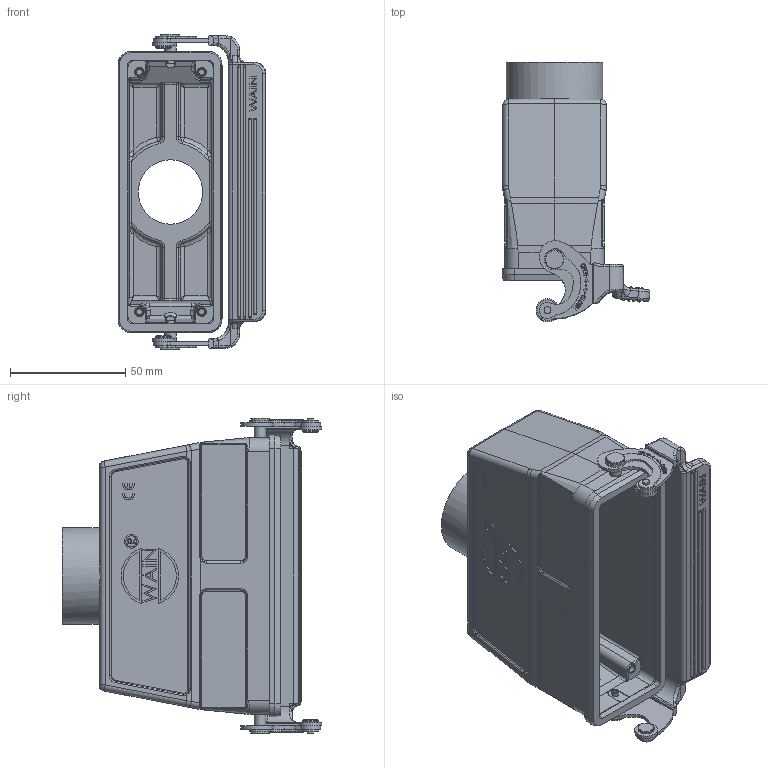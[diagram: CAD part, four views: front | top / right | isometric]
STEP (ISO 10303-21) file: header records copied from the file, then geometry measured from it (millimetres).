
FILE_DESCRIPTION(/* description */ (''),/* implementation_level */ '2;1');
FILE_NAME(/* name */ '3D_1240247215004_HV24B-CCTH-1L_SC-M32_V1.0_stp.stp',/* time_stamp */ '2023-11-30T16:54:14+08:00',/* author */ (''),/* organization */ (''),/* preprocessor_version */ 'ST-DEVELOPER v18.1',/* originating_system */ 'SIEMENS PLM Software NX 1980',/* authorisation */ '');
FILE_SCHEMA (('AP203_CONFIGURATION_CONTROLLED_3D_DESIGN_OF_MECHANICAL_PARTS_AND_ASSEMBLIES_MIM_LF { 1 0 10303 403 2 1 2}'));
Length unit declared in the file: millimetre
Products named in the file (1): 3D_1240247215004_HV24B-CCTH-1L_SC-M32_V1.0_stp
Bounding box: 64.17 x 112.59 x 137.1 mm (x, y, z)
Volume: 126073.3 mm3; surface area: 72950.8 mm2
Topology: 1 solids, 17 shells, 1545 faces, 3936 edges, 2485 vertices
Faces by surface type: plane 672, cylinder 524, bspline 153, torus 80, cone 49, extrusion 41, sphere 26
Full cylindrical faces by diameter (mm): 1.9 x2, 2.5 x4, 2.959 x4, 3 x4, 3.5 x4, 4.8 x4, 4.906 x2, 5 x4, 6 x2, 7 x2, 8 x2, 9.8 x2, 28 x1, 30.5 x1, 42 x1
Entity records: 51320 total; most frequent: CARTESIAN_POINT 14975, ORIENTED_EDGE 7630, DIRECTION 7397, EDGE_CURVE 3815, AXIS2_PLACEMENT_3D 2724, VERTEX_POINT 2457, VECTOR 1949, LINE 1908
